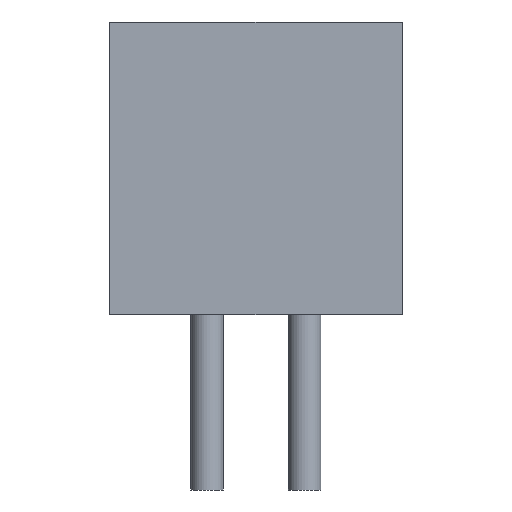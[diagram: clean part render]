
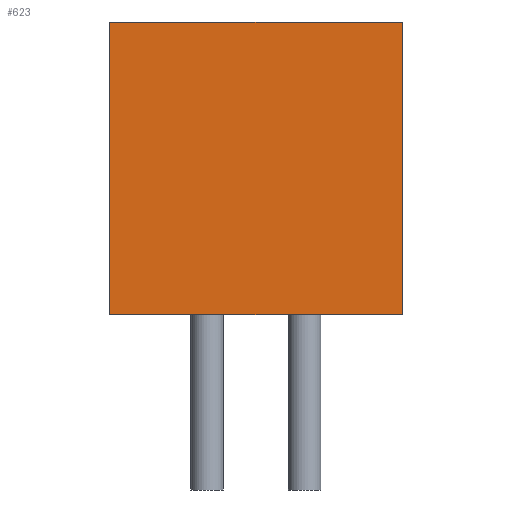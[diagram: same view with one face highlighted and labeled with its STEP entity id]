
A CAD part, front view. The second image highlights one B-rep face of the part: STEP entity #623.
In plain terms, the highlighted planar face has unit normal (0, -1, 0).
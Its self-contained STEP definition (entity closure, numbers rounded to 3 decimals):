
#16=LINE('',#891,#94);
#23=LINE('',#907,#101);
#26=LINE('',#913,#104);
#27=LINE('',#914,#105);
#94=VECTOR('',#728,1000.);
#101=VECTOR('',#739,1000.);
#104=VECTOR('',#744,1000.);
#105=VECTOR('',#745,1000.);
#174=PLANE('',#680);
#215=FACE_OUTER_BOUND('',#252,.T.);
#252=EDGE_LOOP('',(#460,#461,#462,#463));
#300=VERTEX_POINT('',#888);
#301=VERTEX_POINT('',#890);
#308=VERTEX_POINT('',#906);
#310=VERTEX_POINT('',#912);
#360=EDGE_CURVE('',#301,#300,#16,.T.);
#368=EDGE_CURVE('',#301,#308,#23,.T.);
#371=EDGE_CURVE('',#300,#310,#26,.T.);
#372=EDGE_CURVE('',#308,#310,#27,.T.);
#460=ORIENTED_EDGE('',*,*,#371,.T.);
#461=ORIENTED_EDGE('',*,*,#372,.F.);
#462=ORIENTED_EDGE('',*,*,#368,.F.);
#463=ORIENTED_EDGE('',*,*,#360,.T.);
#623=ADVANCED_FACE('',(#215),#174,.F.);
#680=AXIS2_PLACEMENT_3D('',#911,#742,#743);
#728=DIRECTION('',(1.,0.,0.));
#739=DIRECTION('',(0.,0.,1.));
#742=DIRECTION('center_axis',(0.,1.,0.));
#743=DIRECTION('ref_axis',(0.,0.,-1.));
#744=DIRECTION('',(0.,0.,1.));
#745=DIRECTION('',(1.,0.,0.));
#888=CARTESIAN_POINT('',(2.22,-2.171,0.));
#890=CARTESIAN_POINT('',(-2.28,-2.171,0.));
#891=CARTESIAN_POINT('',(-2.28,-2.171,0.));
#906=CARTESIAN_POINT('',(-2.28,-2.171,4.5));
#907=CARTESIAN_POINT('',(-2.28,-2.171,0.));
#911=CARTESIAN_POINT('Origin',(-2.28,-2.171,0.));
#912=CARTESIAN_POINT('',(2.22,-2.171,4.5));
#913=CARTESIAN_POINT('',(2.22,-2.171,0.));
#914=CARTESIAN_POINT('',(-2.28,-2.171,4.5));
